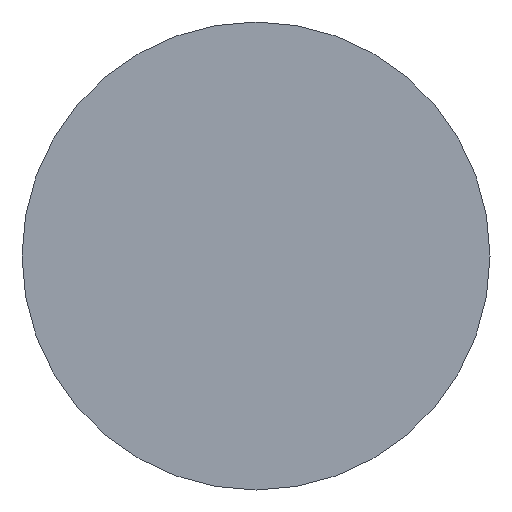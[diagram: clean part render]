
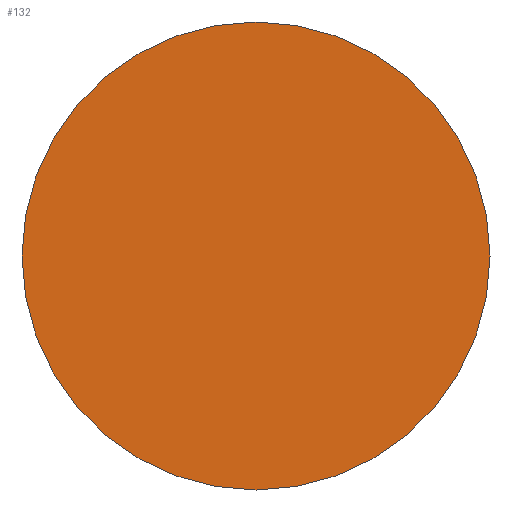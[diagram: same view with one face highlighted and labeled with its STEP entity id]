
A CAD part, front view. The second image highlights one B-rep face of the part: STEP entity #132.
In plain terms, the highlighted planar face has unit normal (0, -1, 0).
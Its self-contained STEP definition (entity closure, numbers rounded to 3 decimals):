
#5=CARTESIAN_POINT('',(0.,0.,0.));
#6=DIRECTION('',(0.,-1.,0.));
#7=DIRECTION('',(1.,0.,0.));
#8=AXIS2_PLACEMENT_3D('',#5,#6,#7);
#14=CARTESIAN_POINT('',(0.,0.,0.));
#15=DIRECTION('',(0.,1.,0.));
#16=DIRECTION('',(1.,0.,0.));
#17=AXIS2_PLACEMENT_3D('',#14,#15,#16);
#95=CARTESIAN_POINT('',(25.,0.,0.));
#97=VERTEX_POINT('',#95);
#103=CARTESIAN_POINT('',(-25.,0.,0.));
#105=VERTEX_POINT('',#103);
#121=CARTESIAN_POINT('',(0.,0.,0.));
#122=DIRECTION('',(0.,1.,0.));
#123=DIRECTION('',(1.,0.,0.));
#124=AXIS2_PLACEMENT_3D('',#121,#122,#123);
#125=PLANE('',#124);
#127=ORIENTED_EDGE('',*,*,#126,.F.);
#129=ORIENTED_EDGE('',*,*,#128,.T.);
#130=EDGE_LOOP('',(#127,#129));
#131=FACE_OUTER_BOUND('',#130,.F.);
#132=ADVANCED_FACE('',(#131),#125,.F.);
#9=CIRCLE('',#8,25.);
#18=CIRCLE('',#17,25.);
#126=EDGE_CURVE('',#97,#105,#9,.T.);
#128=EDGE_CURVE('',#97,#105,#18,.T.);
